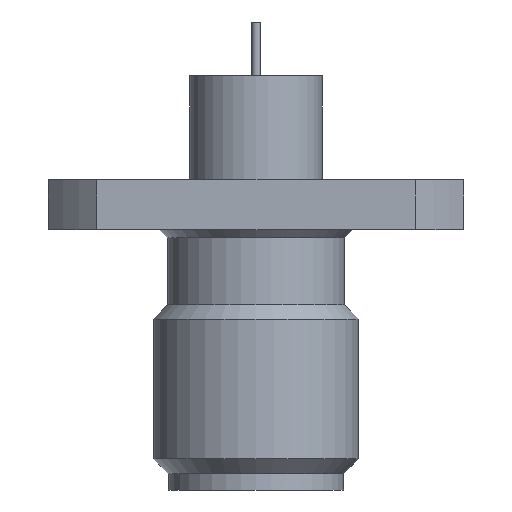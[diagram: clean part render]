
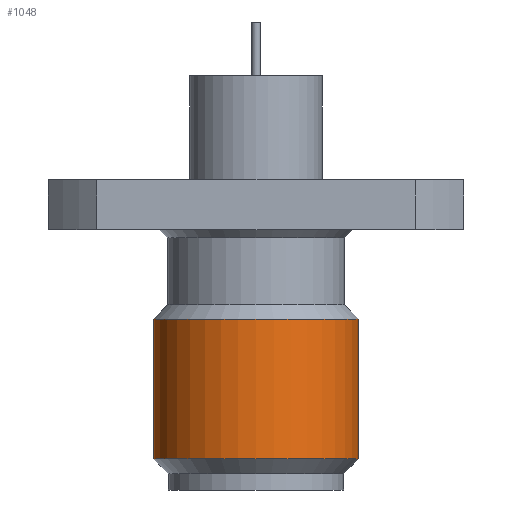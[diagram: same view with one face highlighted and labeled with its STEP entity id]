
A CAD part, front view. The second image highlights one B-rep face of the part: STEP entity #1048.
In plain terms, the highlighted cylindrical face has radius 3.13 mm (diameter 6.26 mm), a partial arc.
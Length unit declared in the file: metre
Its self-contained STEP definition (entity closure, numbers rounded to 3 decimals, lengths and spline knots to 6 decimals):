
#7 = CARTESIAN_POINT ( 'NONE',  ( 0., 0., -0.004255 ) ) ;
#52 = DIRECTION ( 'NONE',  ( 0., 0., -1. ) ) ;
#87 = DIRECTION ( 'NONE',  ( 0., 0., -1. ) ) ;
#110 = DIRECTION ( 'NONE',  ( -1., 0., 0. ) ) ;
#158 = AXIS2_PLACEMENT_3D ( 'NONE', #7, #704, #110 ) ;
#174 = VECTOR ( 'NONE', #667, 1. ) ;
#196 = ORIENTED_EDGE ( 'NONE', *, *, #737, .F. ) ;
#254 = CARTESIAN_POINT ( 'NONE',  ( 0.00313, 0., -0.00852 ) ) ;
#312 = DIRECTION ( 'NONE',  ( 0., 0., -1. ) ) ;
#349 = DIRECTION ( 'NONE',  ( -1., 0., 0. ) ) ;
#368 = CARTESIAN_POINT ( 'NONE',  ( 0.00313, 0., -0.004255 ) ) ;
#380 = ORIENTED_EDGE ( 'NONE', *, *, #934, .T. ) ;
#441 = LINE ( 'NONE', #664, #174 ) ;
#524 = VECTOR ( 'NONE', #312, 1. ) ;
#533 = EDGE_CURVE ( 'NONE', #1177, #1012, #969, .T. ) ;
#540 = AXIS2_PLACEMENT_3D ( 'NONE', #682, #87, #787 ) ;
#585 = LINE ( 'NONE', #913, #524 ) ;
#634 = VERTEX_POINT ( 'NONE', #716 ) ;
#664 = CARTESIAN_POINT ( 'NONE',  ( 0.00313, 0., -0.007545 ) ) ;
#667 = DIRECTION ( 'NONE',  ( 0., 0., -1. ) ) ;
#682 = CARTESIAN_POINT ( 'NONE',  ( 0., 0., -0.00852 ) ) ;
#696 = ORIENTED_EDGE ( 'NONE', *, *, #533, .T. ) ;
#704 = DIRECTION ( 'NONE',  ( 0., 0., -1. ) ) ;
#712 = CARTESIAN_POINT ( 'NONE',  ( -0.00313, 0., -0.004255 ) ) ;
#716 = CARTESIAN_POINT ( 'NONE',  ( -0.00313, 0., -0.00852 ) ) ;
#737 = EDGE_CURVE ( 'NONE', #1177, #1087, #441, .T. ) ;
#746 = ORIENTED_EDGE ( 'NONE', *, *, #802, .F. ) ;
#787 = DIRECTION ( 'NONE',  ( -1., 0., 0. ) ) ;
#802 = EDGE_CURVE ( 'NONE', #1087, #634, #922, .T. ) ;
#898 = CYLINDRICAL_SURFACE ( 'NONE', #1139, 0.00313 ) ;
#913 = CARTESIAN_POINT ( 'NONE',  ( -0.00313, 0., -0.007545 ) ) ;
#922 = CIRCLE ( 'NONE', #540, 0.00313 ) ;
#934 = EDGE_CURVE ( 'NONE', #1012, #634, #585, .T. ) ;
#969 = CIRCLE ( 'NONE', #158, 0.00313 ) ;
#1012 = VERTEX_POINT ( 'NONE', #712 ) ;
#1048 = ADVANCED_FACE ( 'NONE', ( #1201 ), #898, .T. ) ;
#1087 = VERTEX_POINT ( 'NONE', #254 ) ;
#1131 = EDGE_LOOP ( 'NONE', ( #196, #696, #380, #746 ) ) ;
#1139 = AXIS2_PLACEMENT_3D ( 'NONE', #1251, #52, #349 ) ;
#1177 = VERTEX_POINT ( 'NONE', #368 ) ;
#1201 = FACE_OUTER_BOUND ( 'NONE', #1131, .T. ) ;
#1251 = CARTESIAN_POINT ( 'NONE',  ( 0., 0., -0.007545 ) ) ;
